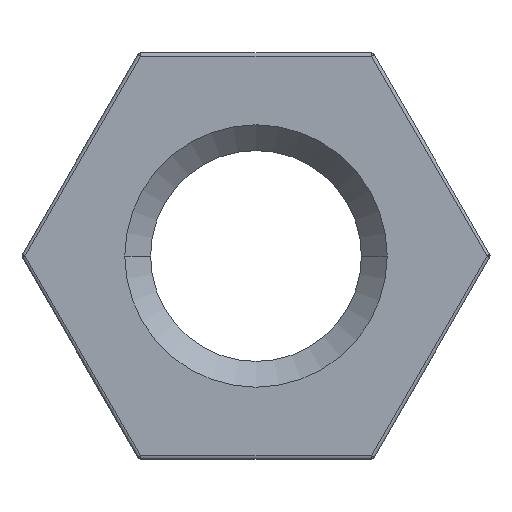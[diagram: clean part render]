
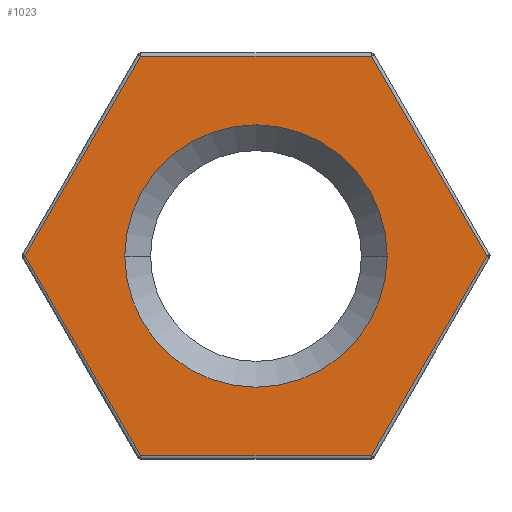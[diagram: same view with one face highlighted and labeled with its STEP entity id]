
A CAD part, left-side view. The second image highlights one B-rep face of the part: STEP entity #1023.
In plain terms, the highlighted planar face has unit normal (-1, 0, 0).
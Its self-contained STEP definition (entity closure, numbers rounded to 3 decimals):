
#14 = VECTOR ( 'NONE', #331, 1000. ) ;
#24 = AXIS2_PLACEMENT_3D ( 'NONE', #1057, #421, #1102 ) ;
#77 = CIRCLE ( 'NONE', #1118, 4.2 ) ;
#86 = VECTOR ( 'NONE', #633, 1000. ) ;
#90 = LINE ( 'NONE', #370, #372 ) ;
#103 = DIRECTION ( 'NONE',  ( 0., 0.5, -0.866 ) ) ;
#144 = CARTESIAN_POINT ( 'NONE',  ( 0., 5.543, 3.2 ) ) ;
#161 = CARTESIAN_POINT ( 'NONE',  ( 0., -4.2, 0. ) ) ;
#183 = VECTOR ( 'NONE', #1016, 1000. ) ;
#187 = EDGE_CURVE ( 'NONE', #931, #590, #420, .T. ) ;
#190 = LINE ( 'NONE', #904, #183 ) ;
#200 = EDGE_CURVE ( 'NONE', #1012, #665, #402, .T. ) ;
#224 = PLANE ( 'NONE',  #840 ) ;
#225 = EDGE_CURVE ( 'NONE', #547, #931, #90, .T. ) ;
#245 = VECTOR ( 'NONE', #1205, 1000. ) ;
#254 = LINE ( 'NONE', #1150, #245 ) ;
#258 = CIRCLE ( 'NONE', #24, 4.2 ) ;
#270 = LINE ( 'NONE', #514, #86 ) ;
#280 = EDGE_CURVE ( 'NONE', #816, #1012, #270, .T. ) ;
#285 = EDGE_CURVE ( 'NONE', #293, #569, #258, .T. ) ;
#289 = EDGE_CURVE ( 'NONE', #590, #816, #254, .T. ) ;
#293 = VERTEX_POINT ( 'NONE', #1004 ) ;
#315 = EDGE_CURVE ( 'NONE', #665, #547, #190, .T. ) ;
#331 = DIRECTION ( 'NONE',  ( 0., -0.5, 0.866 ) ) ;
#338 = CARTESIAN_POINT ( 'NONE',  ( 0., -5.543, -3.2 ) ) ;
#353 = EDGE_CURVE ( 'NONE', #569, #293, #77, .T. ) ;
#370 = CARTESIAN_POINT ( 'NONE',  ( 0., 0., -6.4 ) ) ;
#372 = VECTOR ( 'NONE', #471, 1000. ) ;
#401 = VECTOR ( 'NONE', #103, 1000. ) ;
#402 = LINE ( 'NONE', #144, #401 ) ;
#420 = LINE ( 'NONE', #338, #14 ) ;
#421 = DIRECTION ( 'NONE',  ( 1., 0., 0. ) ) ;
#434 = FACE_BOUND ( 'NONE', #731, .T. ) ;
#471 = DIRECTION ( 'NONE',  ( 0., -1., 0. ) ) ;
#514 = CARTESIAN_POINT ( 'NONE',  ( 0., 0., 6.4 ) ) ;
#546 = ORIENTED_EDGE ( 'NONE', *, *, #285, .T. ) ;
#547 = VERTEX_POINT ( 'NONE', #1031 ) ;
#569 = VERTEX_POINT ( 'NONE', #161 ) ;
#587 = CARTESIAN_POINT ( 'NONE',  ( 0., 7.39, 0. ) ) ;
#590 = VERTEX_POINT ( 'NONE', #1078 ) ;
#595 = CARTESIAN_POINT ( 'NONE',  ( 0., -3.695, 6.4 ) ) ;
#616 = DIRECTION ( 'NONE',  ( 0., 1., 0. ) ) ;
#629 = ORIENTED_EDGE ( 'NONE', *, *, #353, .T. ) ;
#633 = DIRECTION ( 'NONE',  ( 0., 1., 0. ) ) ;
#665 = VERTEX_POINT ( 'NONE', #587 ) ;
#716 = EDGE_LOOP ( 'NONE', ( #994, #996, #1163, #1005, #995, #1003 ) ) ;
#731 = EDGE_LOOP ( 'NONE', ( #546, #629 ) ) ;
#799 = CARTESIAN_POINT ( 'NONE',  ( 0., 0., 0. ) ) ;
#816 = VERTEX_POINT ( 'NONE', #595 ) ;
#840 = AXIS2_PLACEMENT_3D ( 'NONE', #1091, #1141, #616 ) ;
#856 = CARTESIAN_POINT ( 'NONE',  ( 0., -3.695, -6.4 ) ) ;
#904 = CARTESIAN_POINT ( 'NONE',  ( 0., 5.543, -3.2 ) ) ;
#924 = DIRECTION ( 'NONE',  ( 0., 1., 0. ) ) ;
#931 = VERTEX_POINT ( 'NONE', #856 ) ;
#994 = ORIENTED_EDGE ( 'NONE', *, *, #289, .T. ) ;
#995 = ORIENTED_EDGE ( 'NONE', *, *, #225, .T. ) ;
#996 = ORIENTED_EDGE ( 'NONE', *, *, #280, .T. ) ;
#1003 = ORIENTED_EDGE ( 'NONE', *, *, #187, .T. ) ;
#1004 = CARTESIAN_POINT ( 'NONE',  ( 0., 4.2, 0. ) ) ;
#1005 = ORIENTED_EDGE ( 'NONE', *, *, #315, .T. ) ;
#1012 = VERTEX_POINT ( 'NONE', #1048 ) ;
#1016 = DIRECTION ( 'NONE',  ( 0., -0.5, -0.866 ) ) ;
#1023 = ADVANCED_FACE ( 'NONE', ( #1137, #434 ), #224, .F. ) ;
#1031 = CARTESIAN_POINT ( 'NONE',  ( 0., 3.695, -6.4 ) ) ;
#1048 = CARTESIAN_POINT ( 'NONE',  ( 0., 3.695, 6.4 ) ) ;
#1057 = CARTESIAN_POINT ( 'NONE',  ( 0., 0., 0. ) ) ;
#1078 = CARTESIAN_POINT ( 'NONE',  ( 0., -7.39, 0. ) ) ;
#1091 = CARTESIAN_POINT ( 'NONE',  ( 0., 0., 0. ) ) ;
#1102 = DIRECTION ( 'NONE',  ( 0., 1., 0. ) ) ;
#1118 = AXIS2_PLACEMENT_3D ( 'NONE', #799, #1265, #924 ) ;
#1137 = FACE_OUTER_BOUND ( 'NONE', #716, .T. ) ;
#1141 = DIRECTION ( 'NONE',  ( 1., 0., 0. ) ) ;
#1150 = CARTESIAN_POINT ( 'NONE',  ( 0., -5.543, 3.2 ) ) ;
#1163 = ORIENTED_EDGE ( 'NONE', *, *, #200, .T. ) ;
#1205 = DIRECTION ( 'NONE',  ( 0., 0.5, 0.866 ) ) ;
#1265 = DIRECTION ( 'NONE',  ( 1., 0., 0. ) ) ;
